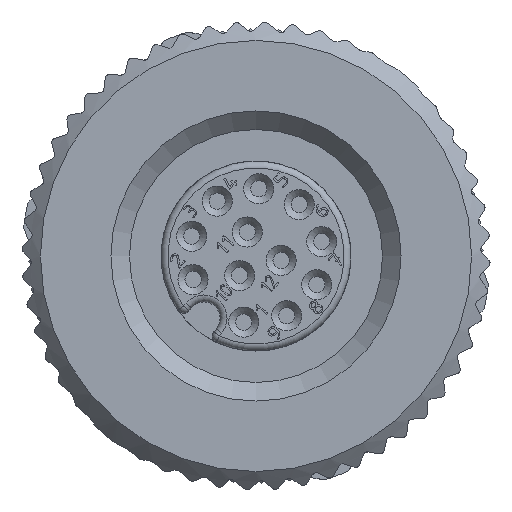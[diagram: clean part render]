
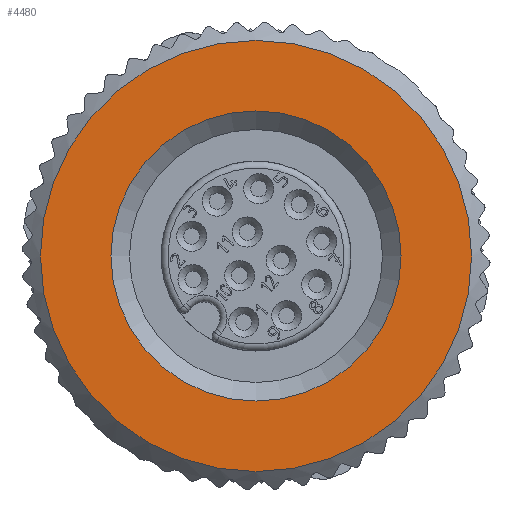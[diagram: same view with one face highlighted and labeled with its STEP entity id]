
A CAD part, left-side view. The second image highlights one B-rep face of the part: STEP entity #4480.
In plain terms, the highlighted planar face has unit normal (-1, 0, 0).
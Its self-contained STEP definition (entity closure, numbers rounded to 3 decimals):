
#1059=PLANE('',#14730);
#4480=ADVANCED_FACE('',(#5166,#5167),#1059,.T.);
#5166=FACE_BOUND('',#5652,.T.);
#5167=FACE_BOUND('',#5653,.T.);
#5652=EDGE_LOOP('',(#8507));
#5653=EDGE_LOOP('',(#8508));
#8507=ORIENTED_EDGE('',*,*,#12981,.T.);
#8508=ORIENTED_EDGE('',*,*,#12751,.T.);
#11051=VERTEX_POINT('',#23353);
#11265=VERTEX_POINT('',#23851);
#12751=EDGE_CURVE('',#11051,#11051,#13838,.T.);
#12981=EDGE_CURVE('',#11265,#11265,#13944,.T.);
#13838=CIRCLE('',#14605,9.3);
#13944=CIRCLE('',#14729,6.259);
#14605=AXIS2_PLACEMENT_3D('',#23352,#16853,#16854);
#14729=AXIS2_PLACEMENT_3D('',#23850,#17213,#17214);
#14730=AXIS2_PLACEMENT_3D('',#23852,#17215,#17216);
#16853=DIRECTION('',(-1.,0.,0.));
#16854=DIRECTION('',(0.,0.643,-0.766));
#17213=DIRECTION('',(1.,0.,0.));
#17214=DIRECTION('',(0.,0.643,-0.766));
#17215=DIRECTION('',(-1.,0.,0.));
#17216=DIRECTION('',(0.,-0.643,0.766));
#23352=CARTESIAN_POINT('',(-12.15,0.013,-0.006));
#23353=CARTESIAN_POINT('',(-12.15,5.991,-7.13));
#23850=CARTESIAN_POINT('',(-12.15,0.013,-0.006));
#23851=CARTESIAN_POINT('',(-12.15,4.036,-4.801));
#23852=CARTESIAN_POINT('',(-12.15,0.013,-0.006));
